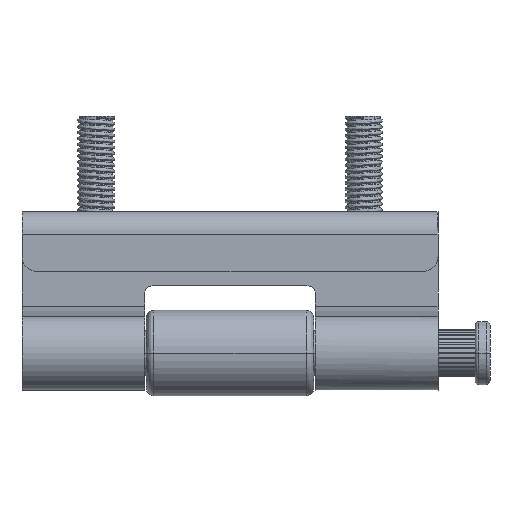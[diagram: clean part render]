
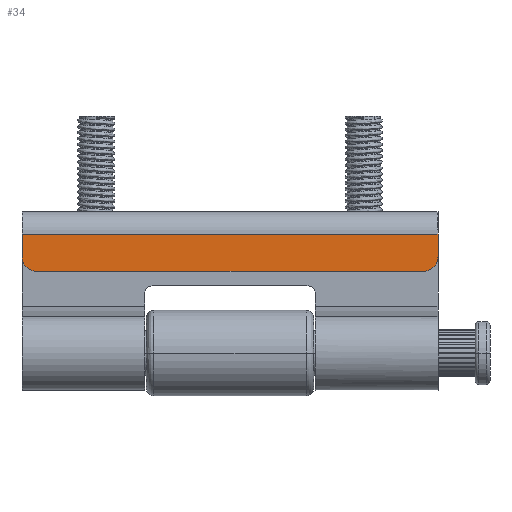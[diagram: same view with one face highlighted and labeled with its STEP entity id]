
A CAD part, left-side view. The second image highlights one B-rep face of the part: STEP entity #34.
In plain terms, the highlighted planar face has unit normal (-1, 0, 0).
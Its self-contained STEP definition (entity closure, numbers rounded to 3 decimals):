
#34=ADVANCED_FACE('',(#265),#4106,.T.);
#265=FACE_OUTER_BOUND('',#496,.T.);
#496=EDGE_LOOP('',(#739,#740,#741,#742,#743,#744));
#739=ORIENTED_EDGE('',*,*,#2009,.T.);
#740=ORIENTED_EDGE('',*,*,#2085,.T.);
#741=ORIENTED_EDGE('',*,*,#2010,.T.);
#742=ORIENTED_EDGE('',*,*,#2011,.T.);
#743=ORIENTED_EDGE('',*,*,#2012,.T.);
#744=ORIENTED_EDGE('',*,*,#2088,.T.);
#2009=EDGE_CURVE('',#3492,#3493,#3256,.T.);
#2010=EDGE_CURVE('',#3494,#3495,#3257,.T.);
#2011=EDGE_CURVE('',#3495,#3496,#3258,.T.);
#2012=EDGE_CURVE('',#3496,#3497,#3259,.T.);
#2085=EDGE_CURVE('',#3493,#3494,#2670,.T.);
#2088=EDGE_CURVE('',#3497,#3492,#2671,.T.);
#2670=TRIMMED_CURVE($,#2883,(#12490),(#12491),.T.,.CARTESIAN.);
#2671=TRIMMED_CURVE($,#2884,(#12497),(#12498),.T.,.CARTESIAN.);
#2883=CIRCLE('',#4308,2.);
#2884=CIRCLE('',#4309,2.);
#3256=B_SPLINE_CURVE_WITH_KNOTS('',1,(#12309,#12310),.UNSPECIFIED.,.F.,
 .F.,(2,2),(0.,52.),.UNSPECIFIED.);
#3257=B_SPLINE_CURVE_WITH_KNOTS('',1,(#12311,#12312),.UNSPECIFIED.,.F.,
 .F.,(2,2),(0.,3.),.UNSPECIFIED.);
#3258=B_SPLINE_CURVE_WITH_KNOTS('',1,(#12313,#12314),.UNSPECIFIED.,.F.,
 .F.,(2,2),(0.,56.),.UNSPECIFIED.);
#3259=B_SPLINE_CURVE_WITH_KNOTS('',1,(#12315,#12316),.UNSPECIFIED.,.F.,
 .F.,(2,2),(0.,3.),.UNSPECIFIED.);
#3492=VERTEX_POINT('',#12209);
#3493=VERTEX_POINT('',#12210);
#3494=VERTEX_POINT('',#12211);
#3495=VERTEX_POINT('',#12212);
#3496=VERTEX_POINT('',#12213);
#3497=VERTEX_POINT('',#12214);
#4106=PLANE('',#4231);
#4231=AXIS2_PLACEMENT_3D('',#5158,#4588,$);
#4308=AXIS2_PLACEMENT_3D($,#12489,#4691,#4692);
#4309=AXIS2_PLACEMENT_3D($,#12496,#4693,#4694);
#4588=DIRECTION('',(-1.,0.,0.));
#4691=DIRECTION('',(-1.,0.,0.));
#4692=DIRECTION('',(0.,0.,-1.));
#4693=DIRECTION('',(-1.,0.,0.));
#4694=DIRECTION('',(0.,1.,0.));
#5158=CARTESIAN_POINT('',(-6.409,33.612,-5.803));
#12209=CARTESIAN_POINT('',(-6.409,26.,-5.291));
#12210=CARTESIAN_POINT('',(-6.409,-26.,-5.291));
#12211=CARTESIAN_POINT('',(-6.409,-28.,-3.291));
#12212=CARTESIAN_POINT('',(-6.409,-28.,-0.291));
#12213=CARTESIAN_POINT('',(-6.409,28.,-0.291));
#12214=CARTESIAN_POINT('',(-6.409,28.,-3.291));
#12309=CARTESIAN_POINT('',(-6.409,26.,-5.291));
#12310=CARTESIAN_POINT('',(-6.409,-26.,-5.291));
#12311=CARTESIAN_POINT('',(-6.409,-28.,-3.291));
#12312=CARTESIAN_POINT('',(-6.409,-28.,-0.291));
#12313=CARTESIAN_POINT('',(-6.409,-28.,-0.291));
#12314=CARTESIAN_POINT('',(-6.409,28.,-0.291));
#12315=CARTESIAN_POINT('',(-6.409,28.,-0.291));
#12316=CARTESIAN_POINT('',(-6.409,28.,-3.291));
#12489=CARTESIAN_POINT('',(-6.409,-26.,-3.291));
#12490=CARTESIAN_POINT('',(-6.409,-26.,-5.291));
#12491=CARTESIAN_POINT('',(-6.409,-28.,-3.291));
#12496=CARTESIAN_POINT('',(-6.409,26.,-3.291));
#12497=CARTESIAN_POINT('',(-6.409,28.,-3.291));
#12498=CARTESIAN_POINT('',(-6.409,26.,-5.291));
